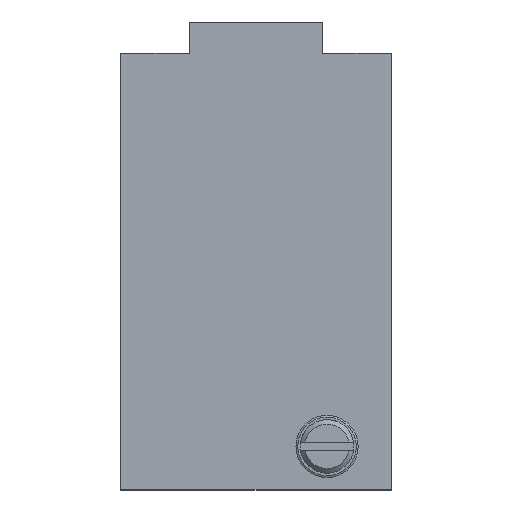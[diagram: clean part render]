
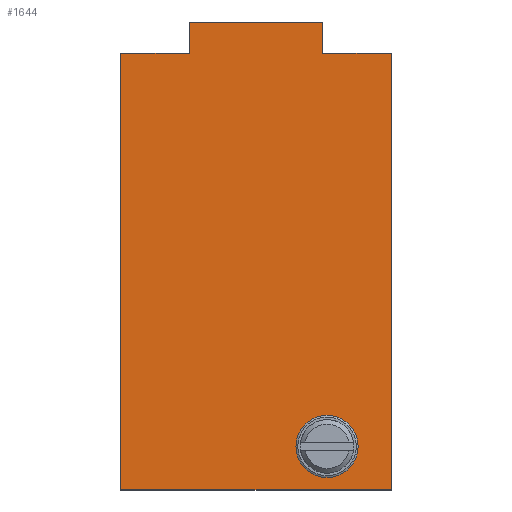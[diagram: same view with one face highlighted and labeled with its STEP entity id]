
A CAD part, top view. The second image highlights one B-rep face of the part: STEP entity #1644.
In plain terms, the highlighted planar face has unit normal (0, 0, 1).
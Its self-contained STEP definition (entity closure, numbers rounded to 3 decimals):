
#75=DIRECTION('',(0.,1.,0.));
#76=VECTOR('',#75,49.2);
#77=CARTESIAN_POINT('',(15.25,0.,2.));
#78=LINE('',#77,#76);
#79=DIRECTION('',(1.,0.,0.));
#80=VECTOR('',#79,30.5);
#81=CARTESIAN_POINT('',(-15.25,0.,2.));
#82=LINE('',#81,#80);
#83=DIRECTION('',(0.,-1.,0.));
#84=VECTOR('',#83,49.2);
#85=CARTESIAN_POINT('',(-15.25,49.2,2.));
#86=LINE('',#85,#84);
#87=DIRECTION('',(-1.,0.,0.));
#88=VECTOR('',#87,7.75);
#89=CARTESIAN_POINT('',(-7.5,49.2,2.));
#90=LINE('',#89,#88);
#91=DIRECTION('',(0.,-1.,0.));
#92=VECTOR('',#91,3.5);
#93=CARTESIAN_POINT('',(-7.5,52.7,2.));
#94=LINE('',#93,#92);
#95=DIRECTION('',(-1.,0.,0.));
#96=VECTOR('',#95,15.);
#97=CARTESIAN_POINT('',(7.5,52.7,2.));
#98=LINE('',#97,#96);
#99=DIRECTION('',(0.,1.,0.));
#100=VECTOR('',#99,3.5);
#101=CARTESIAN_POINT('',(7.5,49.2,2.));
#102=LINE('',#101,#100);
#103=DIRECTION('',(-1.,0.,0.));
#104=VECTOR('',#103,7.75);
#105=CARTESIAN_POINT('',(15.25,49.2,2.));
#106=LINE('',#105,#104);
#107=CARTESIAN_POINT('',(8.,4.9,2.));
#108=DIRECTION('',(0.,0.,1.));
#109=DIRECTION('',(1.,0.,0.));
#110=AXIS2_PLACEMENT_3D('',#107,#108,#109);
#112=CARTESIAN_POINT('',(8.,4.9,2.));
#113=DIRECTION('',(0.,0.,1.));
#114=DIRECTION('',(-1.,0.,0.));
#115=AXIS2_PLACEMENT_3D('',#112,#113,#114);
#1241=CARTESIAN_POINT('',(15.25,0.,2.));
#1242=CARTESIAN_POINT('',(15.25,49.2,2.));
#1243=VERTEX_POINT('',#1241);
#1244=VERTEX_POINT('',#1242);
#1245=CARTESIAN_POINT('',(7.5,49.2,2.));
#1246=VERTEX_POINT('',#1245);
#1247=CARTESIAN_POINT('',(7.5,52.7,2.));
#1248=VERTEX_POINT('',#1247);
#1249=CARTESIAN_POINT('',(-7.5,52.7,2.));
#1250=VERTEX_POINT('',#1249);
#1251=CARTESIAN_POINT('',(-7.5,49.2,2.));
#1252=VERTEX_POINT('',#1251);
#1253=CARTESIAN_POINT('',(-15.25,49.2,2.));
#1254=VERTEX_POINT('',#1253);
#1255=CARTESIAN_POINT('',(-15.25,0.,2.));
#1256=VERTEX_POINT('',#1255);
#1269=CARTESIAN_POINT('',(11.5,4.9,2.));
#1270=CARTESIAN_POINT('',(4.5,4.9,2.));
#1271=VERTEX_POINT('',#1269);
#1272=VERTEX_POINT('',#1270);
#1623=CARTESIAN_POINT('',(0.,0.,2.));
#1624=DIRECTION('',(0.,0.,1.));
#1625=DIRECTION('',(1.,0.,0.));
#1626=AXIS2_PLACEMENT_3D('',#1623,#1624,#1625);
#1627=PLANE('',#1626);
#1628=ORIENTED_EDGE('',*,*,#1519,.F.);
#1629=ORIENTED_EDGE('',*,*,#1534,.F.);
#1630=ORIENTED_EDGE('',*,*,#1548,.F.);
#1631=ORIENTED_EDGE('',*,*,#1562,.F.);
#1632=ORIENTED_EDGE('',*,*,#1576,.F.);
#1633=ORIENTED_EDGE('',*,*,#1590,.F.);
#1634=ORIENTED_EDGE('',*,*,#1604,.F.);
#1635=ORIENTED_EDGE('',*,*,#1617,.F.);
#1636=EDGE_LOOP('',(#1628,#1629,#1630,#1631,#1632,#1633,#1634,#1635));
#1637=FACE_OUTER_BOUND('',#1636,.F.);
#1639=ORIENTED_EDGE('',*,*,#1638,.T.);
#1641=ORIENTED_EDGE('',*,*,#1640,.T.);
#1642=EDGE_LOOP('',(#1639,#1641));
#1643=FACE_BOUND('',#1642,.F.);
#1644=ADVANCED_FACE('',(#1637,#1643),#1627,.T.);
#111=CIRCLE('',#110,3.5);
#116=CIRCLE('',#115,3.5);
#1519=EDGE_CURVE('',#1243,#1244,#78,.T.);
#1534=EDGE_CURVE('',#1256,#1243,#82,.T.);
#1548=EDGE_CURVE('',#1254,#1256,#86,.T.);
#1562=EDGE_CURVE('',#1252,#1254,#90,.T.);
#1576=EDGE_CURVE('',#1250,#1252,#94,.T.);
#1590=EDGE_CURVE('',#1248,#1250,#98,.T.);
#1604=EDGE_CURVE('',#1246,#1248,#102,.T.);
#1617=EDGE_CURVE('',#1244,#1246,#106,.T.);
#1638=EDGE_CURVE('',#1271,#1272,#111,.T.);
#1640=EDGE_CURVE('',#1272,#1271,#116,.T.);
